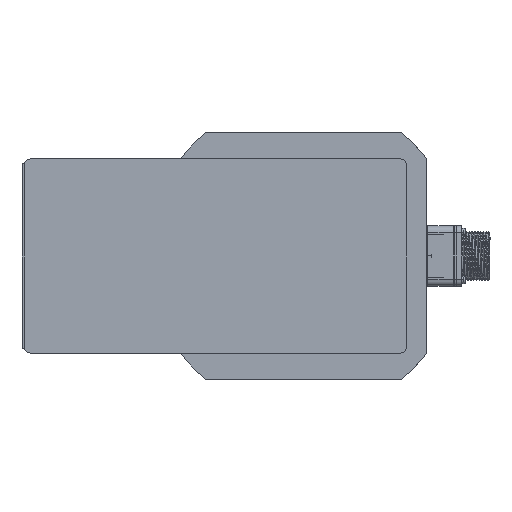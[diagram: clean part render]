
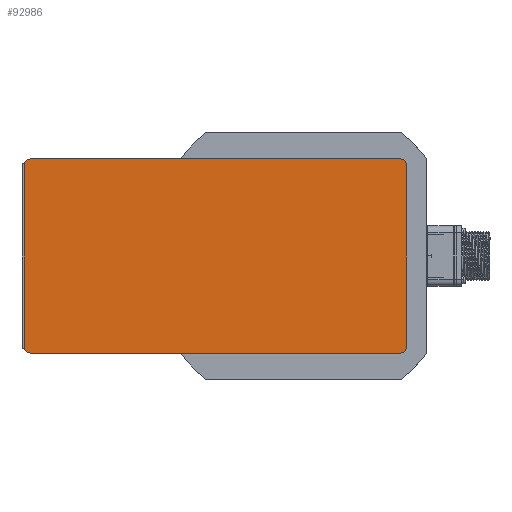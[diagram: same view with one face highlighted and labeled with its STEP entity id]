
A CAD part, front view. The second image highlights one B-rep face of the part: STEP entity #92986.
In plain terms, the highlighted face is planar.
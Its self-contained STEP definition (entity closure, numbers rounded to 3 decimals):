
#1273 = CARTESIAN_POINT ( 'NONE',  ( 71.001, -47.5, -141. ) ) ;
#1511 = VECTOR ( 'NONE', #37926, 1000. ) ;
#1526 = DIRECTION ( 'NONE',  ( -1., 0., 0. ) ) ;
#2441 = EDGE_CURVE ( 'NONE', #11106, #103443, #142720, .T. ) ;
#8717 = EDGE_CURVE ( 'NONE', #49351, #85316, #103903, .T. ) ;
#9043 = CARTESIAN_POINT ( 'NONE',  ( 66., -52.501, -141. ) ) ;
#9395 = PLANE ( 'NONE',  #149353 ) ;
#11106 = VERTEX_POINT ( 'NONE', #106512 ) ;
#11514 = EDGE_CURVE ( 'NONE', #129830, #11106, #120374, .T. ) ;
#15253 = DIRECTION ( 'NONE',  ( -1., 0., 0. ) ) ;
#17095 = CARTESIAN_POINT ( 'NONE',  ( 66., 227.501, -141. ) ) ;
#17475 = DIRECTION ( 'NONE',  ( 0., 0., -1. ) ) ;
#24555 = EDGE_LOOP ( 'NONE', ( #148083, #67094, #142748, #35692, #52754, #99586, #76465, #122294 ) ) ;
#24899 = LINE ( 'NONE', #105678, #106097 ) ;
#25848 = DIRECTION ( 'NONE',  ( -1., 0., 0. ) ) ;
#31642 = DIRECTION ( 'NONE',  ( -1., 0., 0. ) ) ;
#35692 = ORIENTED_EDGE ( 'NONE', *, *, #148118, .T. ) ;
#37062 = CARTESIAN_POINT ( 'NONE',  ( -66., 227.501, -141. ) ) ;
#37182 = LINE ( 'NONE', #61264, #1511 ) ;
#37298 = CARTESIAN_POINT ( 'NONE',  ( 66., 222.5, -141. ) ) ;
#37808 = CARTESIAN_POINT ( 'NONE',  ( -66., 222.5, -141. ) ) ;
#37926 = DIRECTION ( 'NONE',  ( 1., 0., 0. ) ) ;
#38728 = EDGE_CURVE ( 'NONE', #75445, #46082, #127666, .T. ) ;
#43494 = VECTOR ( 'NONE', #31642, 1000. ) ;
#46082 = VERTEX_POINT ( 'NONE', #37062 ) ;
#47612 = DIRECTION ( 'NONE',  ( 0., 1., 0. ) ) ;
#49351 = VERTEX_POINT ( 'NONE', #65572 ) ;
#52754 = ORIENTED_EDGE ( 'NONE', *, *, #38728, .T. ) ;
#58130 = AXIS2_PLACEMENT_3D ( 'NONE', #74839, #17475, #15253 ) ;
#59916 = DIRECTION ( 'NONE',  ( 0., 0., -1. ) ) ;
#61016 = AXIS2_PLACEMENT_3D ( 'NONE', #83223, #129313, #25848 ) ;
#61264 = CARTESIAN_POINT ( 'NONE',  ( -66., 227.501, -141. ) ) ;
#61885 = DIRECTION ( 'NONE',  ( 0., -1., 0. ) ) ;
#65572 = CARTESIAN_POINT ( 'NONE',  ( -66., -52.501, -141. ) ) ;
#67094 = ORIENTED_EDGE ( 'NONE', *, *, #148543, .T. ) ;
#67224 = AXIS2_PLACEMENT_3D ( 'NONE', #37808, #95110, #1526 ) ;
#73057 = CIRCLE ( 'NONE', #61016, 5.001 ) ;
#74839 = CARTESIAN_POINT ( 'NONE',  ( -66., -47.5, -141. ) ) ;
#75445 = VERTEX_POINT ( 'NONE', #137025 ) ;
#76465 = ORIENTED_EDGE ( 'NONE', *, *, #11514, .T. ) ;
#76604 = CARTESIAN_POINT ( 'NONE',  ( 66., -47.5, -141. ) ) ;
#77344 = FACE_OUTER_BOUND ( 'NONE', #24555, .T. ) ;
#83223 = CARTESIAN_POINT ( 'NONE',  ( 66., -47.5, -141. ) ) ;
#83297 = DIRECTION ( 'NONE',  ( -1., 0., 0. ) ) ;
#85316 = VERTEX_POINT ( 'NONE', #117864 ) ;
#87480 = CARTESIAN_POINT ( 'NONE',  ( 66., -52.501, -141. ) ) ;
#90939 = VECTOR ( 'NONE', #61885, 1000. ) ;
#92986 = ADVANCED_FACE ( 'NONE', ( #77344 ), #9395, .T. ) ;
#95110 = DIRECTION ( 'NONE',  ( 0., 0., -1. ) ) ;
#99288 = DIRECTION ( 'NONE',  ( 0., 0., -1. ) ) ;
#99586 = ORIENTED_EDGE ( 'NONE', *, *, #103696, .T. ) ;
#103443 = VERTEX_POINT ( 'NONE', #1273 ) ;
#103463 = AXIS2_PLACEMENT_3D ( 'NONE', #37298, #59916, #83297 ) ;
#103696 = EDGE_CURVE ( 'NONE', #46082, #129830, #37182, .T. ) ;
#103902 = VERTEX_POINT ( 'NONE', #9043 ) ;
#103903 = CIRCLE ( 'NONE', #58130, 5.001 ) ;
#105678 = CARTESIAN_POINT ( 'NONE',  ( -71.001, -47.5, -141. ) ) ;
#106097 = VECTOR ( 'NONE', #47612, 1000. ) ;
#106512 = CARTESIAN_POINT ( 'NONE',  ( 71.001, 222.5, -141. ) ) ;
#117864 = CARTESIAN_POINT ( 'NONE',  ( -71.001, -47.5, -141. ) ) ;
#120374 = CIRCLE ( 'NONE', #103463, 5.001 ) ;
#122294 = ORIENTED_EDGE ( 'NONE', *, *, #2441, .T. ) ;
#122707 = DIRECTION ( 'NONE',  ( -1., 0., 0. ) ) ;
#127666 = CIRCLE ( 'NONE', #67224, 5.001 ) ;
#129313 = DIRECTION ( 'NONE',  ( 0., 0., -1. ) ) ;
#129830 = VERTEX_POINT ( 'NONE', #17095 ) ;
#131667 = EDGE_CURVE ( 'NONE', #103443, #103902, #73057, .T. ) ;
#135111 = LINE ( 'NONE', #87480, #43494 ) ;
#137025 = CARTESIAN_POINT ( 'NONE',  ( -71.001, 222.5, -141. ) ) ;
#141974 = CARTESIAN_POINT ( 'NONE',  ( 71.001, 222.5, -141. ) ) ;
#142720 = LINE ( 'NONE', #141974, #90939 ) ;
#142748 = ORIENTED_EDGE ( 'NONE', *, *, #8717, .T. ) ;
#148083 = ORIENTED_EDGE ( 'NONE', *, *, #131667, .T. ) ;
#148118 = EDGE_CURVE ( 'NONE', #85316, #75445, #24899, .T. ) ;
#148543 = EDGE_CURVE ( 'NONE', #103902, #49351, #135111, .T. ) ;
#149353 = AXIS2_PLACEMENT_3D ( 'NONE', #76604, #99288, #122707 ) ;
